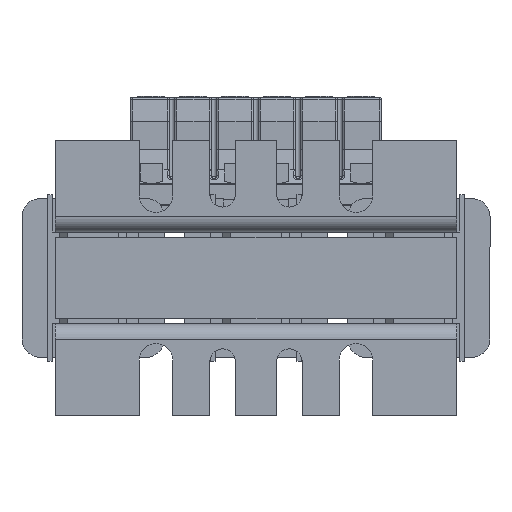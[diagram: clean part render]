
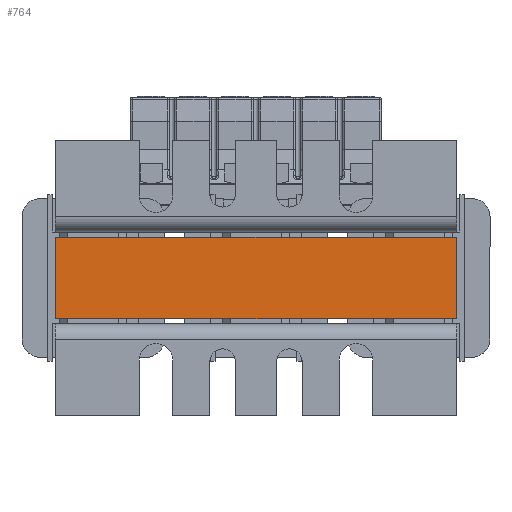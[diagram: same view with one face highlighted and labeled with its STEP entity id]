
A CAD part, front view. The second image highlights one B-rep face of the part: STEP entity #764.
In plain terms, the highlighted planar face has unit normal (0, -1, 0).
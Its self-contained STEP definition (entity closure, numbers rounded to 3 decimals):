
#764 = ADVANCED_FACE ( 'NONE', ( #40832 ), #60327, .F. ) ;
#4011 = AXIS2_PLACEMENT_3D ( 'NONE', #60328, #60329, #60330 ) ;
#14648 = EDGE_CURVE ( 'NONE', #31229, #31251, #28334, .T. ) ;
#14661 = EDGE_CURVE ( 'NONE', #31251, #31243, #28355, .T. ) ;
#14671 = EDGE_CURVE ( 'NONE', #31243, #31228, #28373, .T. ) ;
#14686 = EDGE_CURVE ( 'NONE', #31228, #31229, #28399, .T. ) ;
#20383 = EDGE_LOOP ( 'NONE', ( #61516, #61518, #61519, #61517 ) ) ;
#20899 = VECTOR ( 'NONE', #24469, 1000. ) ;
#20958 = VECTOR ( 'NONE', #24536, 1000. ) ;
#24362 = CARTESIAN_POINT ( 'NONE',  ( -86.484, -68.25, -92.193 ) ) ;
#24364 = DIRECTION ( 'NONE',  ( -1., 0., 0. ) ) ;
#24421 = CARTESIAN_POINT ( 'NONE',  ( -86.484, -68.25, -92.193 ) ) ;
#24423 = DIRECTION ( 'NONE',  ( 0., 0., 1. ) ) ;
#24467 = CARTESIAN_POINT ( 'NONE',  ( -86.484, -68.25, -61.193 ) ) ;
#24469 = DIRECTION ( 'NONE',  ( 1., 0., 0. ) ) ;
#24534 = CARTESIAN_POINT ( 'NONE',  ( 66.016, -68.25, -92.193 ) ) ;
#24536 = DIRECTION ( 'NONE',  ( 0., 0., -1. ) ) ;
#27941 = CARTESIAN_POINT ( 'NONE',  ( 66.016, -68.25, -61.193 ) ) ;
#27942 = CARTESIAN_POINT ( 'NONE',  ( 66.016, -68.25, -92.193 ) ) ;
#27956 = CARTESIAN_POINT ( 'NONE',  ( -86.484, -68.25, -61.193 ) ) ;
#27964 = CARTESIAN_POINT ( 'NONE',  ( -86.484, -68.25, -92.193 ) ) ;
#28334 = LINE ( 'NONE', #24362, #58825 ) ;
#28355 = LINE ( 'NONE', #24421, #58838 ) ;
#28373 = LINE ( 'NONE', #24467, #20899 ) ;
#28399 = LINE ( 'NONE', #24534, #20958 ) ;
#31228 = VERTEX_POINT ( 'NONE', #27941 ) ;
#31229 = VERTEX_POINT ( 'NONE', #27942 ) ;
#31243 = VERTEX_POINT ( 'NONE', #27956 ) ;
#31251 = VERTEX_POINT ( 'NONE', #27964 ) ;
#40832 = FACE_OUTER_BOUND ( 'NONE', #20383, .T. ) ;
#58825 = VECTOR ( 'NONE', #24364, 1000. ) ;
#58838 = VECTOR ( 'NONE', #24423, 1000. ) ;
#60327 = PLANE ( 'NONE',  #4011 ) ;
#60328 = CARTESIAN_POINT ( 'NONE',  ( 66.016, -68.25, -61.193 ) ) ;
#60329 = DIRECTION ( 'NONE',  ( 0., 1., 0. ) ) ;
#60330 = DIRECTION ( 'NONE',  ( 0., 0., -1. ) ) ;
#61516 = ORIENTED_EDGE ( 'NONE', *, *, #14686, .F. ) ;
#61517 = ORIENTED_EDGE ( 'NONE', *, *, #14648, .F. ) ;
#61518 = ORIENTED_EDGE ( 'NONE', *, *, #14671, .F. ) ;
#61519 = ORIENTED_EDGE ( 'NONE', *, *, #14661, .F. ) ;
